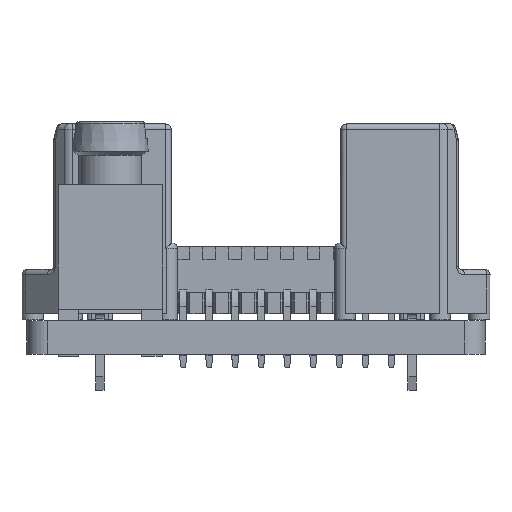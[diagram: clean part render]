
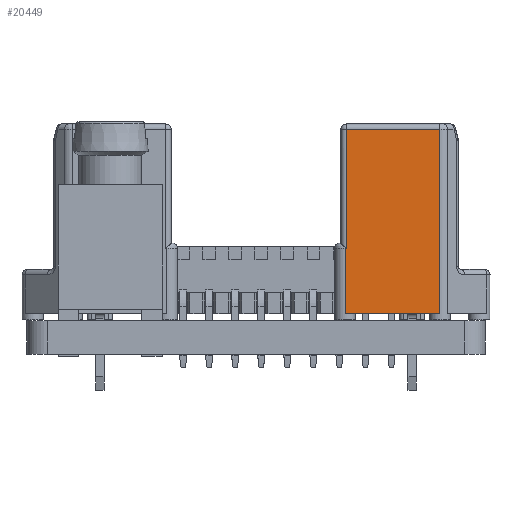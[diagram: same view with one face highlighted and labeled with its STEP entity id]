
A CAD part, left-side view. The second image highlights one B-rep face of the part: STEP entity #20449.
In plain terms, the highlighted planar face has unit normal (-1, 0, 0).
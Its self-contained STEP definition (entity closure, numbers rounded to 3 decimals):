
#18427 = VERTEX_POINT('',#18428);
#18428 = CARTESIAN_POINT('',(0.,9.144,-2.403));
#18535 = VERTEX_POINT('',#18536);
#18536 = CARTESIAN_POINT('',(0.,9.144,-6.91));
#18543 = EDGE_CURVE('',#18427,#18535,#18544,.T.);
#18544 = LINE('',#18545,#18546);
#18545 = CARTESIAN_POINT('',(0.,9.144,-2.403));
#18546 = VECTOR('',#18547,1.);
#18547 = DIRECTION('',(0.,0.,-1.));
#18681 = EDGE_CURVE('',#18682,#18427,#18684,.T.);
#18682 = VERTEX_POINT('',#18683);
#18683 = CARTESIAN_POINT('',(0.,0.305,-2.403));
#18684 = LINE('',#18685,#18686);
#18685 = CARTESIAN_POINT('',(0.,0.305,-2.403));
#18686 = VECTOR('',#18687,1.);
#18687 = DIRECTION('',(0.,1.,0.));
#20449 = ADVANCED_FACE('',(#20450),#20484,.F.);
#20450 = FACE_BOUND('',#20451,.T.);
#20451 = EDGE_LOOP('',(#20452,#20462,#20470,#20476,#20477,#20478));
#20452 = ORIENTED_EDGE('',*,*,#20453,.T.);
#20453 = EDGE_CURVE('',#20454,#20456,#20458,.T.);
#20454 = VERTEX_POINT('',#20455);
#20455 = CARTESIAN_POINT('',(0.,3.429,-6.91));
#20456 = VERTEX_POINT('',#20457);
#20457 = CARTESIAN_POINT('',(0.,3.429,-6.961));
#20458 = LINE('',#20459,#20460);
#20459 = CARTESIAN_POINT('',(0.,3.429,-6.91));
#20460 = VECTOR('',#20461,1.);
#20461 = DIRECTION('',(0.,0.,-1.));
#20462 = ORIENTED_EDGE('',*,*,#20463,.T.);
#20463 = EDGE_CURVE('',#20456,#20464,#20466,.T.);
#20464 = VERTEX_POINT('',#20465);
#20465 = CARTESIAN_POINT('',(0.,0.305,-6.961));
#20466 = LINE('',#20467,#20468);
#20467 = CARTESIAN_POINT('',(0.,3.429,-6.961));
#20468 = VECTOR('',#20469,1.);
#20469 = DIRECTION('',(0.,-1.,0.));
#20470 = ORIENTED_EDGE('',*,*,#20471,.F.);
#20471 = EDGE_CURVE('',#18682,#20464,#20472,.T.);
#20472 = LINE('',#20473,#20474);
#20473 = CARTESIAN_POINT('',(0.,0.305,-2.403));
#20474 = VECTOR('',#20475,1.);
#20475 = DIRECTION('',(0.,0.,-1.));
#20476 = ORIENTED_EDGE('',*,*,#18681,.T.);
#20477 = ORIENTED_EDGE('',*,*,#18543,.T.);
#20478 = ORIENTED_EDGE('',*,*,#20479,.T.);
#20479 = EDGE_CURVE('',#18535,#20454,#20480,.T.);
#20480 = LINE('',#20481,#20482);
#20481 = CARTESIAN_POINT('',(0.,9.144,-6.91));
#20482 = VECTOR('',#20483,1.);
#20483 = DIRECTION('',(0.,-1.,0.));
#20484 = PLANE('',#20485);
#20485 = AXIS2_PLACEMENT_3D('',#20486,#20487,#20488);
#20486 = CARTESIAN_POINT('',(0.,4.724,-4.682));
#20487 = DIRECTION('',(1.,0.,0.));
#20488 = DIRECTION('',(0.,0.,-1.));
